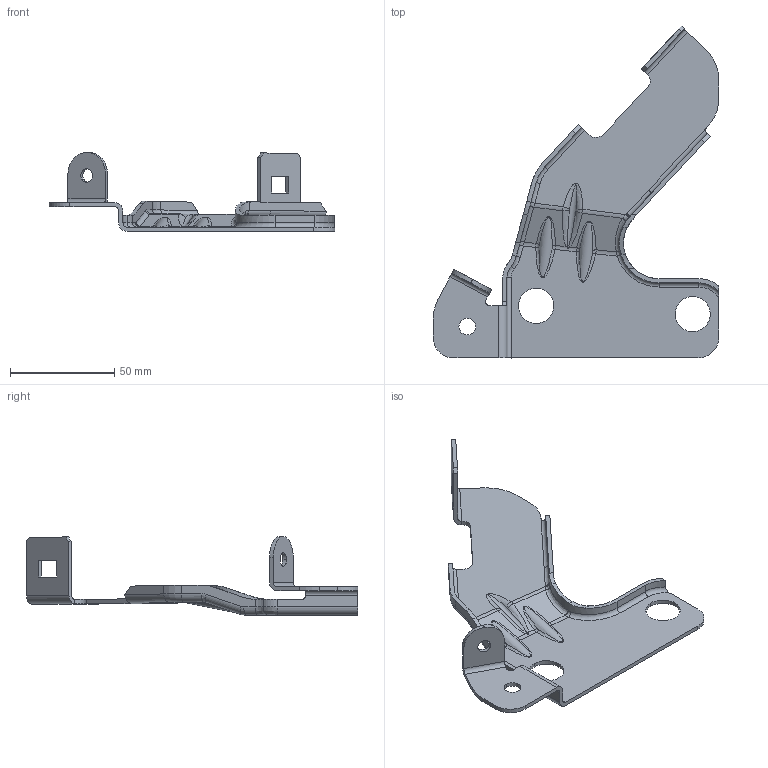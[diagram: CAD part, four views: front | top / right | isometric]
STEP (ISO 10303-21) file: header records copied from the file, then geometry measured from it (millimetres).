
FILE_DESCRIPTION((''),'2;1');
FILE_NAME('PLATE-5_STEP','2017-11-08T21:15:55',('GKam'),(''),'CREO PARAMETRIC BY PTC INC, 2016510','CREO PARAMETRIC BY PTC INC, 2016510','');
FILE_SCHEMA(('AP242_MANAGED_MODEL_BASED_3D_ENGINEERING_MIM_LF { 1 0 10303 442 1 1 4 }'));
Length unit declared in the file: millimetre
Products named in the file (1): PLATE-5_STEP
Bounding box: 136.96 x 159.02 x 37.7 mm (x, y, z)
Volume: 25647.7 mm3; surface area: 27488.3 mm2
Topology: 1 solids, 1 shells, 175 faces, 463 edges, 290 vertices
Faces by surface type: cylinder 72, plane 53, bspline 44, torus 6
Entity records: 9756 total; most frequent: CARTESIAN_POINT 4230, ORIENTED_EDGE 926, DIRECTION 687, EDGE_CURVE 463, VERTEX_POINT 290, AXIS2_PLACEMENT_3D 248, VECTOR 191, LINE 191
